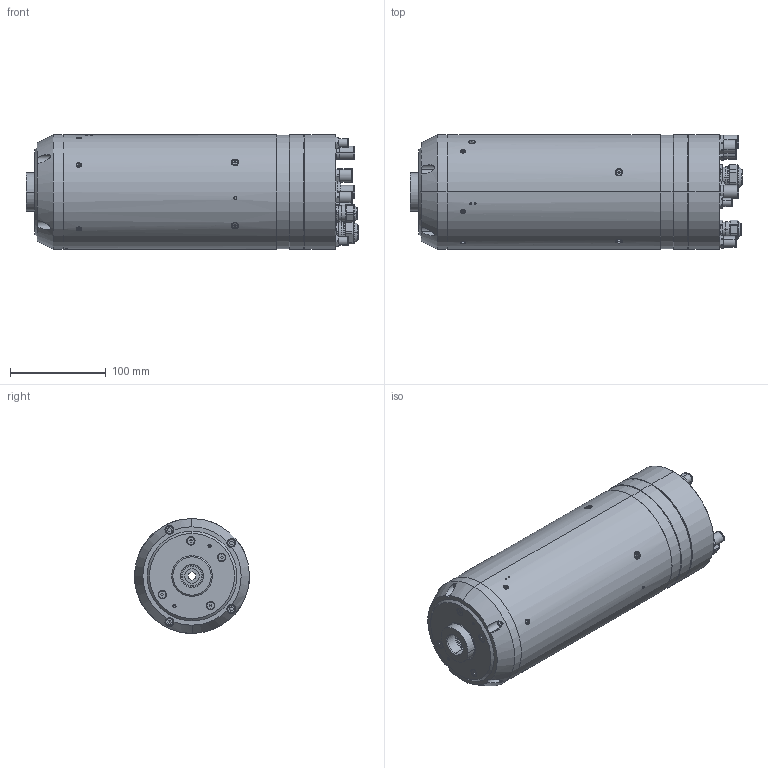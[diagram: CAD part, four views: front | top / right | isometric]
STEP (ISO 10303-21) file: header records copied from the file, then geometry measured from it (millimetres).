
FILE_DESCRIPTION (( 'STEP AP203' ), '1' );
FILE_NAME ('120DI36-00-.STEP', '2014-09-12T09:02:13', ( '' ), ( '' ), 'SwSTEP 2.0', 'SolidWorks 2014', '' );
FILE_SCHEMA (( 'CONFIG_CONTROL_DESIGN' ));
Length unit declared in the file: millimetre
Products named in the file (1): 120DI36-00-
Bounding box: 346.7 x 120 x 120 mm (x, y, z)
Surface area: 177707.6 mm2 (no closed solid volume)
Topology: 0 solids, 69 shells, 712 faces, 2161 edges, 1485 vertices
Faces by surface type: plane 330, cylinder 254, cone 76, torus 52
Entity records: 25780 total; most frequent: CARTESIAN_POINT 5953, DIRECTION 4456, ORIENTED_EDGE 3458, EDGE_CURVE 2141, AXIS2_PLACEMENT_3D 1679, VERTEX_POINT 1485, LINE 1098, VECTOR 1098
